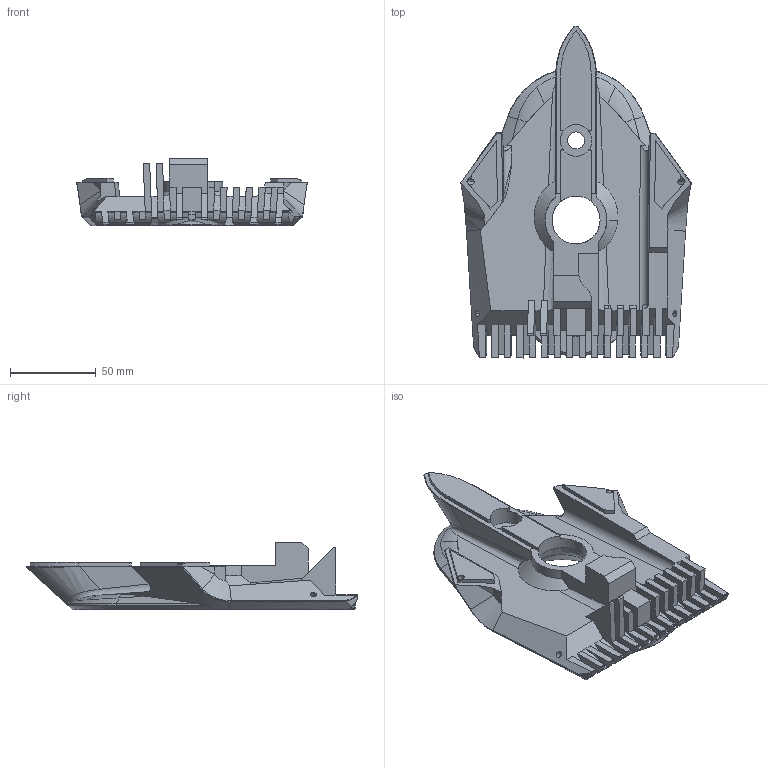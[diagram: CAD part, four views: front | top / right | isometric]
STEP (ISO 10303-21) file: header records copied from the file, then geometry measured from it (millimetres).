
FILE_DESCRIPTION(/* description */ (''),/* implementation_level */ '2;1');
FILE_NAME(/* name */ 'MP-03 bottom',/* time_stamp */ '2025-01-14T18:52:59-08:00',/* author */ (''),/* organization */ (''),/* preprocessor_version */ 'ST-DEVELOPER v16.5',/* originating_system */ 'Rhino 7.37',/* authorisation */ '');
FILE_SCHEMA (('CONFIG_CONTROL_DESIGN'));
Length unit declared in the file: millimetre
Products named in the file (1): Document
Bounding box: 134.48 x 193.77 x 39.19 mm (x, y, z)
Volume: 254277.1 mm3; surface area: 60785.8 mm2
Topology: 1 solids, 1 shells, 370 faces, 1045 edges, 681 vertices
Faces by surface type: plane 196, bspline 108, cylinder 66
Full cylindrical faces by diameter (mm): 7 x4, 8 x1, 10 x1, 18.6 x1, 28 x1
Entity records: 20735 total; most frequent: CARTESIAN_POINT 14074, ORIENTED_EDGE 2090, EDGE_CURVE 1045, B_SPLINE_CURVE_WITH_KNOTS 758, VERTEX_POINT 681, EDGE_LOOP 386, ADVANCED_FACE 370, FACE_OUTER_BOUND 370
